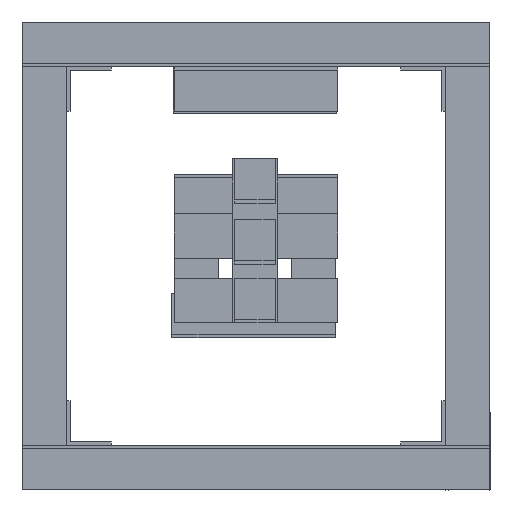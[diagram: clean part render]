
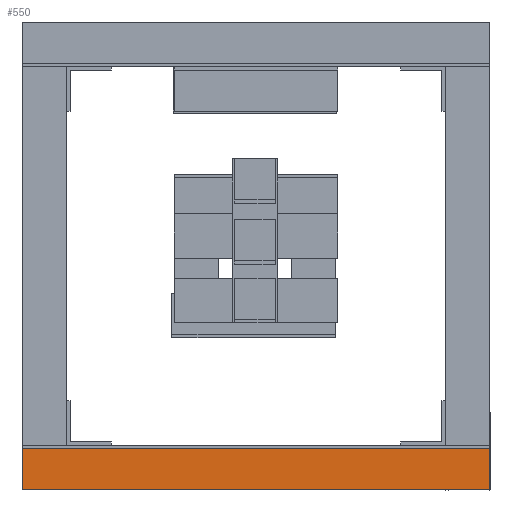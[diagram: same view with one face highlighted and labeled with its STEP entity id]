
A CAD part, front view. The second image highlights one B-rep face of the part: STEP entity #550.
In plain terms, the highlighted face is planar.
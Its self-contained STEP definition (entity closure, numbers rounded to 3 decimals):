
#12 = FACE_OUTER_BOUND ( 'NONE', #268, .T. ) ;
#50 = ORIENTED_EDGE ( 'NONE', *, *, #2373, .T. ) ;
#51 = ORIENTED_EDGE ( 'NONE', *, *, #2358, .F. ) ;
#52 = ORIENTED_EDGE ( 'NONE', *, *, #2381, .F. ) ;
#53 = ORIENTED_EDGE ( 'NONE', *, *, #2406, .T. ) ;
#147 = LINE ( 'NONE', #707, #207 ) ;
#176 = VECTOR ( 'NONE', #740, 1000. ) ;
#179 = LINE ( 'NONE', #739, #176 ) ;
#207 = VECTOR ( 'NONE', #710, 1000. ) ;
#226 = VECTOR ( 'NONE', #756, 1000. ) ;
#227 = LINE ( 'NONE', #755, #226 ) ;
#268 = EDGE_LOOP ( 'NONE', ( #53, #52, #51, #50 ) ) ;
#434 = VERTEX_POINT ( 'NONE', #486 ) ;
#435 = VERTEX_POINT ( 'NONE', #487 ) ;
#445 = VERTEX_POINT ( 'NONE', #497 ) ;
#461 = VERTEX_POINT ( 'NONE', #513 ) ;
#486 = CARTESIAN_POINT ( 'NONE',  ( 35.1, 3., 400. ) ) ;
#487 = CARTESIAN_POINT ( 'NONE',  ( 0., 3., 400. ) ) ;
#497 = CARTESIAN_POINT ( 'NONE',  ( 0., 3., 0. ) ) ;
#513 = CARTESIAN_POINT ( 'NONE',  ( 35.1, 3., 0. ) ) ;
#550 = ADVANCED_FACE ( 'NONE', ( #12 ), #662, .F. ) ;
#565 = AXIS2_PLACEMENT_3D ( 'NONE', #657, #667, #668 ) ;
#657 = CARTESIAN_POINT ( 'NONE',  ( 35.1, 3., 400. ) ) ;
#662 = PLANE ( 'NONE',  #565 ) ;
#667 = DIRECTION ( 'NONE',  ( 0., -1., 0. ) ) ;
#668 = DIRECTION ( 'NONE',  ( 1., 0., 0. ) ) ;
#707 = CARTESIAN_POINT ( 'NONE',  ( 35.1, 3., 400. ) ) ;
#710 = DIRECTION ( 'NONE',  ( -1., 0., 0. ) ) ;
#739 = CARTESIAN_POINT ( 'NONE',  ( 35.1, 3., 400. ) ) ;
#740 = DIRECTION ( 'NONE',  ( 0., 0., -1. ) ) ;
#755 = CARTESIAN_POINT ( 'NONE',  ( 0., 3., 400. ) ) ;
#756 = DIRECTION ( 'NONE',  ( 0., 0., -1. ) ) ;
#805 = CARTESIAN_POINT ( 'NONE',  ( 35.1, 3., 0. ) ) ;
#806 = DIRECTION ( 'NONE',  ( -1., 0., 0. ) ) ;
#2196 = VECTOR ( 'NONE', #806, 1000. ) ;
#2197 = LINE ( 'NONE', #805, #2196 ) ;
#2358 = EDGE_CURVE ( 'NONE', #434, #435, #147, .T. ) ;
#2373 = EDGE_CURVE ( 'NONE', #434, #461, #179, .T. ) ;
#2381 = EDGE_CURVE ( 'NONE', #435, #445, #227, .T. ) ;
#2406 = EDGE_CURVE ( 'NONE', #461, #445, #2197, .T. ) ;
